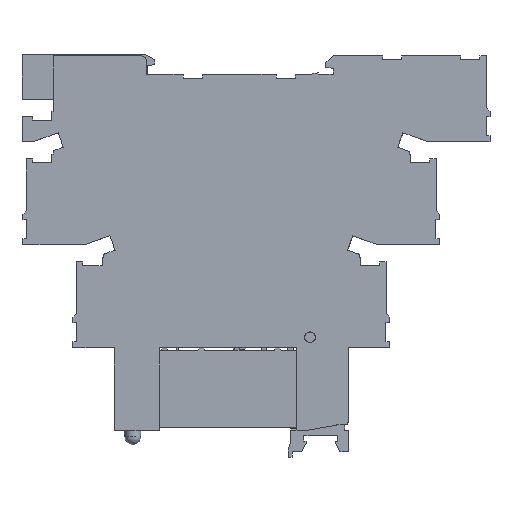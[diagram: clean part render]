
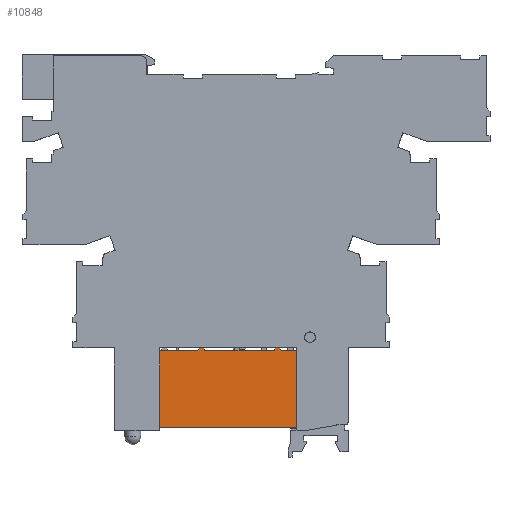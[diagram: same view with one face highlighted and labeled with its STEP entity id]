
A CAD part, top view. The second image highlights one B-rep face of the part: STEP entity #10848.
In plain terms, the highlighted planar face has unit normal (0, 0, 1).
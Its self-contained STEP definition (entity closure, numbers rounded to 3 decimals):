
#310=FACE_OUTER_BOUND('',#862,.T.);
#862=EDGE_LOOP('',(#7241,#7242,#7243,#7244,#7245,#7246,#7247,#7248,#7249,
#7250,#7251,#7252));
#1651=LINE('',#15290,#3001);
#1655=LINE('',#15298,#3005);
#1659=LINE('',#15306,#3009);
#1683=LINE('',#15362,#3033);
#1689=LINE('',#15370,#3039);
#1690=LINE('',#15371,#3040);
#1691=LINE('',#15373,#3041);
#1692=LINE('',#15375,#3042);
#1693=LINE('',#15376,#3043);
#1694=LINE('',#15378,#3044);
#1695=LINE('',#15380,#3045);
#1696=LINE('',#15381,#3046);
#3001=VECTOR('',#12395,1.);
#3005=VECTOR('',#12399,1.);
#3009=VECTOR('',#12403,1.);
#3033=VECTOR('',#12439,1.);
#3039=VECTOR('',#12449,1.);
#3040=VECTOR('',#12450,1.);
#3041=VECTOR('',#12451,1.);
#3042=VECTOR('',#12452,10.);
#3043=VECTOR('',#12453,1.);
#3044=VECTOR('',#12454,1.);
#3045=VECTOR('',#12455,10.);
#3046=VECTOR('',#12456,1.);
#4330=VERTEX_POINT('',#15287);
#4331=VERTEX_POINT('',#15289);
#4334=VERTEX_POINT('',#15295);
#4335=VERTEX_POINT('',#15297);
#4338=VERTEX_POINT('',#15303);
#4339=VERTEX_POINT('',#15305);
#4364=VERTEX_POINT('',#15359);
#4365=VERTEX_POINT('',#15361);
#4366=VERTEX_POINT('',#15372);
#4367=VERTEX_POINT('',#15374);
#4368=VERTEX_POINT('',#15377);
#4369=VERTEX_POINT('',#15379);
#5427=EDGE_CURVE('',#4331,#4330,#1651,.T.);
#5431=EDGE_CURVE('',#4335,#4334,#1655,.T.);
#5435=EDGE_CURVE('',#4339,#4338,#1659,.T.);
#5463=EDGE_CURVE('',#4365,#4364,#1683,.T.);
#5469=EDGE_CURVE('',#4365,#4330,#1689,.T.);
#5470=EDGE_CURVE('',#4339,#4364,#1690,.T.);
#5471=EDGE_CURVE('',#4366,#4338,#1691,.T.);
#5472=EDGE_CURVE('',#4367,#4366,#1692,.T.);
#5473=EDGE_CURVE('',#4335,#4367,#1693,.T.);
#5474=EDGE_CURVE('',#4368,#4334,#1694,.T.);
#5475=EDGE_CURVE('',#4369,#4368,#1695,.T.);
#5476=EDGE_CURVE('',#4331,#4369,#1696,.T.);
#7241=ORIENTED_EDGE('',*,*,#5469,.F.);
#7242=ORIENTED_EDGE('',*,*,#5463,.T.);
#7243=ORIENTED_EDGE('',*,*,#5470,.F.);
#7244=ORIENTED_EDGE('',*,*,#5435,.T.);
#7245=ORIENTED_EDGE('',*,*,#5471,.F.);
#7246=ORIENTED_EDGE('',*,*,#5472,.F.);
#7247=ORIENTED_EDGE('',*,*,#5473,.F.);
#7248=ORIENTED_EDGE('',*,*,#5431,.T.);
#7249=ORIENTED_EDGE('',*,*,#5474,.F.);
#7250=ORIENTED_EDGE('',*,*,#5475,.F.);
#7251=ORIENTED_EDGE('',*,*,#5476,.F.);
#7252=ORIENTED_EDGE('',*,*,#5427,.T.);
#9803=PLANE('',#11453);
#10848=ADVANCED_FACE('',(#310),#9803,.T.);
#11453=AXIS2_PLACEMENT_3D('',#15369,#12447,#12448);
#12395=DIRECTION('',(-1.,0.,0.));
#12399=DIRECTION('',(-1.,0.,0.));
#12403=DIRECTION('',(-1.,0.,0.));
#12439=DIRECTION('',(1.,0.,0.));
#12447=DIRECTION('center_axis',(0.,0.,1.));
#12448=DIRECTION('ref_axis',(-1.,0.,0.));
#12449=DIRECTION('',(0.,1.,0.));
#12450=DIRECTION('',(0.,-1.,0.));
#12451=DIRECTION('',(0.514,-0.857,0.));
#12452=DIRECTION('',(1.,0.,0.));
#12453=DIRECTION('',(0.514,0.857,0.));
#12454=DIRECTION('',(0.514,-0.857,0.));
#12455=DIRECTION('',(1.,0.,0.));
#12456=DIRECTION('',(0.514,0.857,0.));
#15287=CARTESIAN_POINT('',(-18.35,-68.037,0.));
#15289=CARTESIAN_POINT('',(-11.15,-68.037,0.));
#15290=CARTESIAN_POINT('',(8.35,-68.037,0.));
#15295=CARTESIAN_POINT('',(-9.75,-68.037,0.));
#15297=CARTESIAN_POINT('',(3.35,-68.037,0.));
#15298=CARTESIAN_POINT('',(8.35,-68.037,0.));
#15303=CARTESIAN_POINT('',(4.75,-68.037,0.));
#15305=CARTESIAN_POINT('',(7.65,-68.037,0.));
#15306=CARTESIAN_POINT('',(8.35,-68.037,0.));
#15359=CARTESIAN_POINT('',(7.65,-82.537,0.));
#15361=CARTESIAN_POINT('',(-18.35,-82.537,0.));
#15362=CARTESIAN_POINT('',(-19.65,-82.537,0.));
#15369=CARTESIAN_POINT('Origin',(-19.65,-68.037,0.));
#15370=CARTESIAN_POINT('',(-18.35,-82.937,0.));
#15371=CARTESIAN_POINT('',(7.65,-67.237,0.));
#15372=CARTESIAN_POINT('',(4.45,-67.537,0.));
#15373=CARTESIAN_POINT('',(4.45,-67.537,0.));
#15374=CARTESIAN_POINT('',(3.65,-67.537,0.));
#15375=CARTESIAN_POINT('',(-19.15,-67.537,0.));
#15376=CARTESIAN_POINT('',(3.35,-68.037,0.));
#15377=CARTESIAN_POINT('',(-10.05,-67.537,0.));
#15378=CARTESIAN_POINT('',(-10.05,-67.537,0.));
#15379=CARTESIAN_POINT('',(-10.85,-67.537,0.));
#15380=CARTESIAN_POINT('',(-19.15,-67.537,0.));
#15381=CARTESIAN_POINT('',(-11.15,-68.037,0.));
